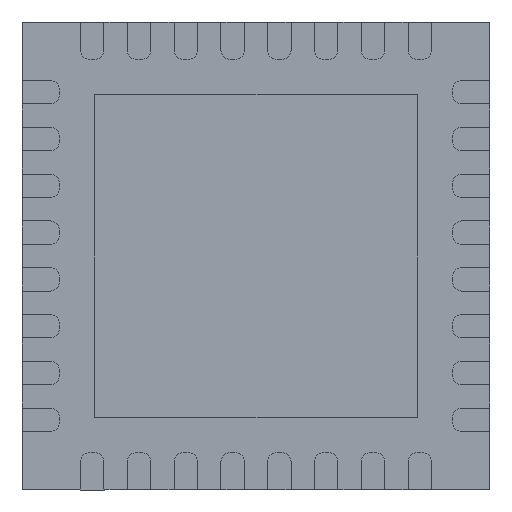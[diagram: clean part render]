
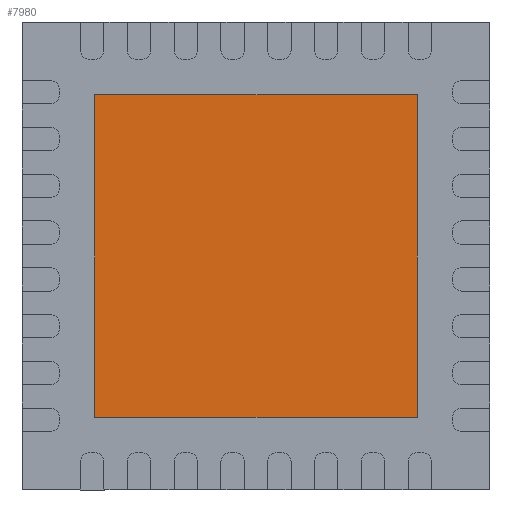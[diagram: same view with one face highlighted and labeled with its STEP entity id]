
A CAD part, front view. The second image highlights one B-rep face of the part: STEP entity #7980.
In plain terms, the highlighted planar face has unit normal (0, -1, 0).
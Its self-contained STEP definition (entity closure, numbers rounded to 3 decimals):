
#433 = CARTESIAN_POINT ( 'NONE',  ( 1.725, -0.02, 1.725 ) ) ;
#751 = DIRECTION ( 'NONE',  ( 0., 0., -1. ) ) ;
#956 = ORIENTED_EDGE ( 'NONE', *, *, #3691, .T. ) ;
#1136 = LINE ( 'NONE', #11095, #4932 ) ;
#1141 = DIRECTION ( 'NONE',  ( 0., 0., -1. ) ) ;
#1212 = ORIENTED_EDGE ( 'NONE', *, *, #6843, .T. ) ;
#1608 = VECTOR ( 'NONE', #11679, 1000. ) ;
#2860 = CARTESIAN_POINT ( 'NONE',  ( -1.725, -0.02, -1.725 ) ) ;
#3495 = PLANE ( 'NONE',  #3747 ) ;
#3691 = EDGE_CURVE ( 'NONE', #10877, #8357, #3822, .T. ) ;
#3706 = EDGE_LOOP ( 'NONE', ( #956, #1212, #10531, #6852 ) ) ;
#3747 = AXIS2_PLACEMENT_3D ( 'NONE', #5597, #7808, #1141 ) ;
#3822 = LINE ( 'NONE', #433, #8160 ) ;
#4475 = DIRECTION ( 'NONE',  ( -1., 0., 0. ) ) ;
#4599 = CARTESIAN_POINT ( 'NONE',  ( 1.725, -0.02, -1.725 ) ) ;
#4850 = DIRECTION ( 'NONE',  ( 0., 0., 1. ) ) ;
#4932 = VECTOR ( 'NONE', #4475, 1000. ) ;
#5320 = VERTEX_POINT ( 'NONE', #5832 ) ;
#5597 = CARTESIAN_POINT ( 'NONE',  ( 0., -0.02, 0. ) ) ;
#5726 = VERTEX_POINT ( 'NONE', #9655 ) ;
#5832 = CARTESIAN_POINT ( 'NONE',  ( -1.725, -0.02, -1.725 ) ) ;
#6843 = EDGE_CURVE ( 'NONE', #8357, #5726, #1136, .T. ) ;
#6852 = ORIENTED_EDGE ( 'NONE', *, *, #8790, .T. ) ;
#7132 = FACE_OUTER_BOUND ( 'NONE', #3706, .T. ) ;
#7757 = EDGE_CURVE ( 'NONE', #5726, #5320, #10298, .T. ) ;
#7808 = DIRECTION ( 'NONE',  ( 0., -1., 0. ) ) ;
#7980 = ADVANCED_FACE ( 'NONE', ( #7132 ), #3495, .T. ) ;
#8160 = VECTOR ( 'NONE', #4850, 1000. ) ;
#8357 = VERTEX_POINT ( 'NONE', #14057 ) ;
#8790 = EDGE_CURVE ( 'NONE', #5320, #10877, #13226, .T. ) ;
#9655 = CARTESIAN_POINT ( 'NONE',  ( -1.725, -0.02, 1.725 ) ) ;
#10298 = LINE ( 'NONE', #10876, #10453 ) ;
#10453 = VECTOR ( 'NONE', #751, 1000. ) ;
#10531 = ORIENTED_EDGE ( 'NONE', *, *, #7757, .T. ) ;
#10876 = CARTESIAN_POINT ( 'NONE',  ( -1.725, -0.02, 1.725 ) ) ;
#10877 = VERTEX_POINT ( 'NONE', #4599 ) ;
#11095 = CARTESIAN_POINT ( 'NONE',  ( -1.725, -0.02, 1.725 ) ) ;
#11679 = DIRECTION ( 'NONE',  ( 1., 0., 0. ) ) ;
#13226 = LINE ( 'NONE', #2860, #1608 ) ;
#14057 = CARTESIAN_POINT ( 'NONE',  ( 1.725, -0.02, 1.725 ) ) ;
